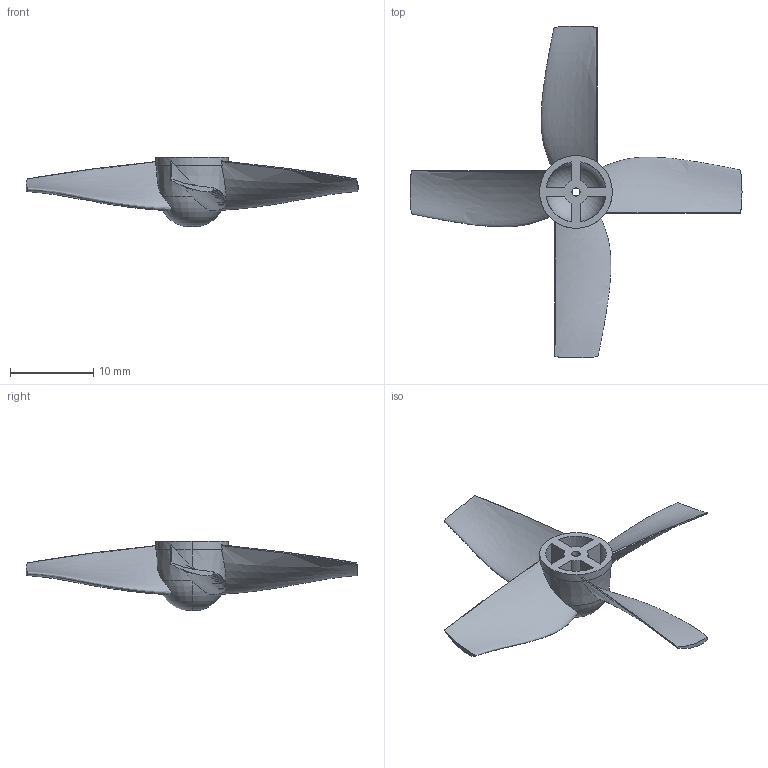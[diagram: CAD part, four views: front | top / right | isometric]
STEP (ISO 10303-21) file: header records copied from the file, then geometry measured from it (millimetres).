
FILE_DESCRIPTION (( 'STEP AP214' ), '1' );
FILE_NAME ('40mm_X_4_mod.STEP', '2022-12-08T17:57:39', ( '' ), ( '' ), 'SwSTEP 2.0', 'SolidWorks 2020', '' );
FILE_SCHEMA (( 'AUTOMOTIVE_DESIGN' ));
Length unit declared in the file: millimetre
Products named in the file (1): 40mm_X_4_mod
Bounding box: 39.85 x 39.84 x 8.32 mm (x, y, z)
Volume: 537.6 mm3; surface area: 1544.3 mm2
Topology: 1 solids, 1 shells, 60 faces, 157 edges, 102 vertices
Faces by surface type: cone 18, cylinder 15, plane 13, bspline 8, torus 6
Entity records: 7115 total; most frequent: CARTESIAN_POINT 5714, ORIENTED_EDGE 314, DIRECTION 243, EDGE_CURVE 157, AXIS2_PLACEMENT_3D 103, VERTEX_POINT 102, B_SPLINE_CURVE_WITH_KNOTS 70, EDGE_LOOP 65
